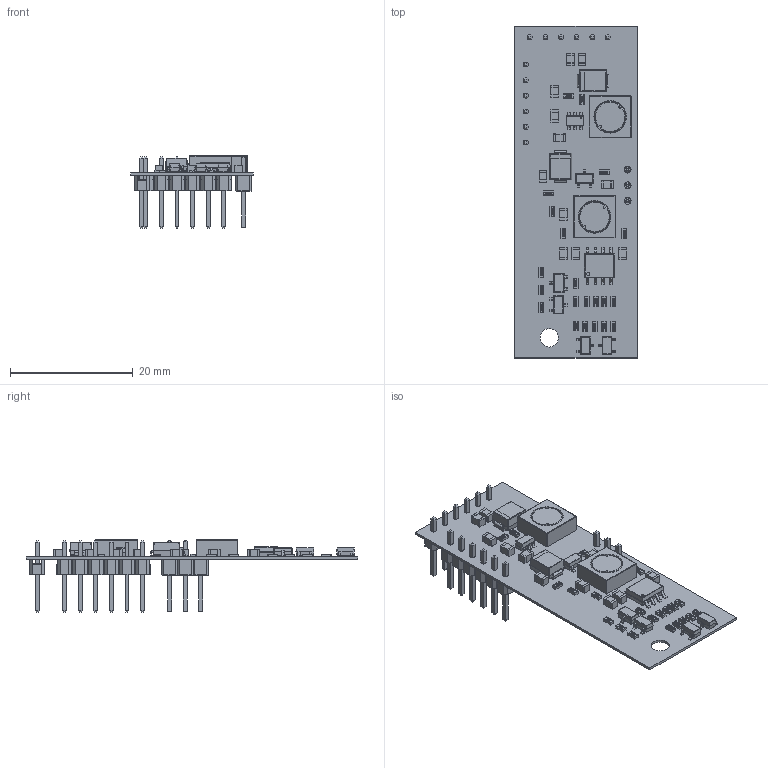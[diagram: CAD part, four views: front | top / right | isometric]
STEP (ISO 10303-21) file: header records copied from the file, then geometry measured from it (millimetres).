
FILE_DESCRIPTION(('Open CASCADE Model'),'2;1');
FILE_NAME('Open CASCADE Shape Model','2024-03-20T20:15:22',('Author'),( 'Open CASCADE'),'Open CASCADE STEP processor 7.5','Open CASCADE 7.5' ,'Unknown');
FILE_SCHEMA(('AUTOMOTIVE_DESIGN { 1 0 10303 214 1 1 1 1 }'));
Length unit declared in the file: millimetre
Products named in the file (71): PCB; Board; Open CASCADE STEP translator 7.5 5.1.1; Designator16; PLS-3; PLS-1; ïðÿìîé_øòûðü; ﲭ; H2; DS1021-1x6SF11; body; pin; H1; L1; Bourns SRR6028; C4; 0805 cap; R25; 0603 resistor; R24; R23; R22; R21; R20; R19; R18; R17; R16; R15; Q6; sot-23-3; Q5; L2; IC4; 7072841632; Body; PinsArrayLR; ThermalPad; C13; C12 ...
Assembly tree (113 placements, depth 5):
  PCB
    Board
      Open CASCADE STEP translator 7.5 5.1.1
    Designator16
      PLS-3
        PLS-1  x3
          ïðÿìîé_øòûðü
          ﲭ
    H2
      DS1021-1x6SF11
        body
        pin  x6
    H1
      DS1021-1x6SF11
        body
        pin  x6
    L1
      Bourns SRR6028
    C4
      0805 cap
    R25
      0603 resistor
    R24
      0603 resistor
    R23
      0603 resistor
    R22
      0603 resistor
    R21
      0603 resistor
    R20
      0603 resistor
    R19
      0603 resistor
    R18
      0603 resistor
    R17
      0603 resistor
    R16
      0603 resistor
    R15
      0603 resistor
    Q6
      sot-23-3
    Q5
      sot-23-3
    L2
      Bourns SRR6028
    IC4
      7072841632
        Body
        PinsArrayLR
        ThermalPad
    C13
      0805 cap
    C12
      0805 cap
    C11
      0805 cap
    C10
Bounding box: 20 x 54 x 11.81 mm (x, y, z)
Volume: 1119.4 mm3; surface area: 4390.9 mm2
Topology: 103 solids, 103 shells, 2991 faces, 8234 edges, 5356 vertices
Faces by surface type: plane 2109, cylinder 608, sphere 244, bspline 24, cone 6
Full cylindrical faces by diameter (mm): 0.2 x1, 0.487 x1, 0.762 x12, 1.1 x3, 3 x1
Entity records: 28168 total; most frequent: CARTESIAN_POINT 4792, DIRECTION 4176, ORIENTED_EDGE 3982, EDGE_CURVE 1991, LINE 1538, VECTOR 1538, AXIS2_PLACEMENT_3D 1319, VERTEX_POINT 1234
